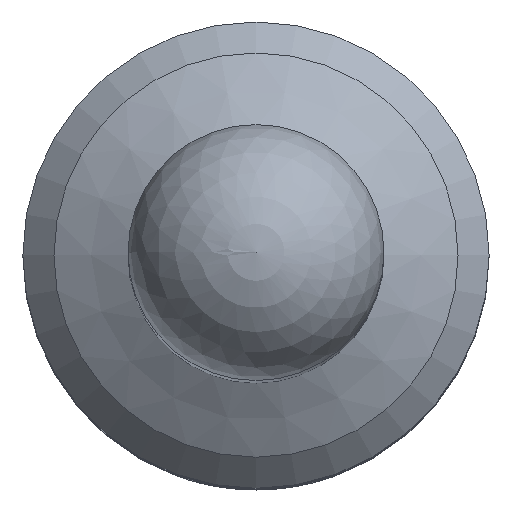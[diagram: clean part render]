
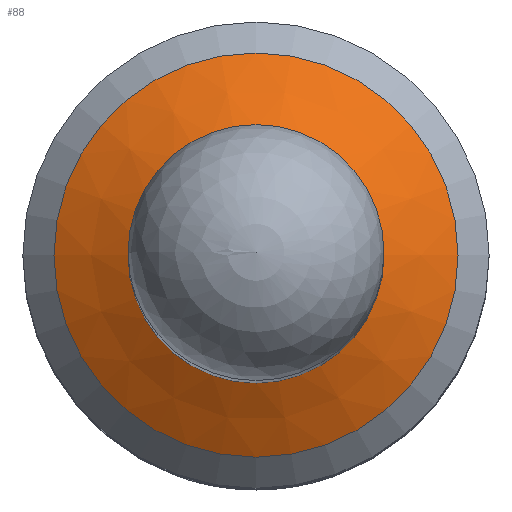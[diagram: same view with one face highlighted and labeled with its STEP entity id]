
A CAD part, top view. The second image highlights one B-rep face of the part: STEP entity #88.
In plain terms, the highlighted conical face has half-angle 60 degrees and reference radius 1.95 mm.
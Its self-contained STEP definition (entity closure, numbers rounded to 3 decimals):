
#63=CONICAL_SURFACE('',#359,1.95,60.);
#88=ADVANCED_FACE('',(#143,#144),#63,.T.);
#114=CIRCLE('',#356,1.235);
#115=CIRCLE('',#358,1.95);
#143=FACE_BOUND('',#179,.T.);
#144=FACE_BOUND('',#180,.T.);
#179=EDGE_LOOP('',(#238));
#180=EDGE_LOOP('',(#239));
#238=ORIENTED_EDGE('',*,*,#296,.T.);
#239=ORIENTED_EDGE('',*,*,#297,.F.);
#269=VERTEX_POINT('',#613);
#270=VERTEX_POINT('',#616);
#296=EDGE_CURVE('',#269,#269,#114,.T.);
#297=EDGE_CURVE('',#270,#270,#115,.T.);
#356=AXIS2_PLACEMENT_3D('',#612,#427,#428);
#358=AXIS2_PLACEMENT_3D('',#615,#431,#432);
#359=AXIS2_PLACEMENT_3D('',#617,#433,#434);
#427=DIRECTION('',(0.,0.,-1.));
#428=DIRECTION('',(-1.,0.,0.));
#431=DIRECTION('',(0.,0.,-1.));
#432=DIRECTION('',(-1.,0.,0.));
#433=DIRECTION('',(0.,0.,-1.));
#434=DIRECTION('',(-1.,0.,0.));
#612=CARTESIAN_POINT('',(0.,0.,9.95));
#613=CARTESIAN_POINT('',(-1.235,0.,9.95));
#615=CARTESIAN_POINT('',(0.,0.,9.537));
#616=CARTESIAN_POINT('',(-1.95,0.,9.537));
#617=CARTESIAN_POINT('',(0.,0.,9.537));
